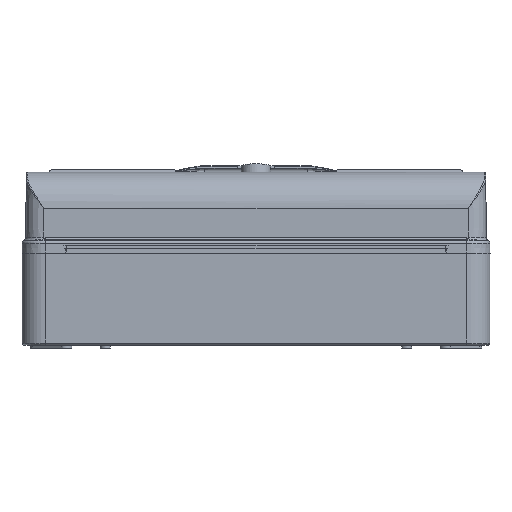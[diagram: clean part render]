
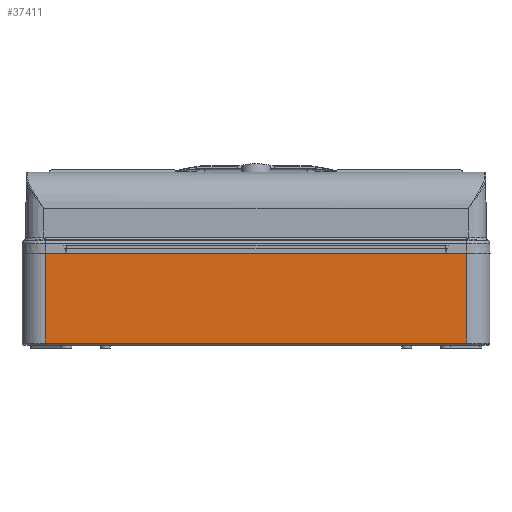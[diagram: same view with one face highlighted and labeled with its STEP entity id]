
A CAD part, left-side view. The second image highlights one B-rep face of the part: STEP entity #37411.
In plain terms, the highlighted face is planar.
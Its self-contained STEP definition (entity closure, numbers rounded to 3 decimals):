
#23784=DIRECTION('',(1.,0.,0.));
#23785=VECTOR('',#23784,288.);
#23786=CARTESIAN_POINT('',(-144.,180.,1.5));
#23787=LINE('',#23786,#23785);
#24705=DIRECTION('',(-1.,0.,0.));
#24706=VECTOR('',#24705,288.);
#24707=CARTESIAN_POINT('',(144.,180.,63.));
#24708=LINE('',#24707,#24706);
#24883=DIRECTION('',(0.,0.,-1.));
#24884=VECTOR('',#24883,61.5);
#24885=CARTESIAN_POINT('',(-144.,180.,63.));
#24886=LINE('',#24885,#24884);
#24906=DIRECTION('',(0.,0.,1.));
#24907=VECTOR('',#24906,61.5);
#24908=CARTESIAN_POINT('',(144.,180.,1.5));
#24909=LINE('',#24908,#24907);
#34436=CARTESIAN_POINT('',(-144.,180.,1.5));
#34437=CARTESIAN_POINT('',(144.,180.,1.5));
#34438=VERTEX_POINT('',#34436);
#34439=VERTEX_POINT('',#34437);
#34440=CARTESIAN_POINT('',(-144.,180.,63.));
#34441=VERTEX_POINT('',#34440);
#34442=CARTESIAN_POINT('',(144.,180.,63.));
#34443=VERTEX_POINT('',#34442);
#37396=CARTESIAN_POINT('',(-144.,180.,0.));
#37397=DIRECTION('',(0.,-1.,0.));
#37398=DIRECTION('',(1.,0.,0.));
#37399=AXIS2_PLACEMENT_3D('',#37396,#37397,#37398);
#37400=PLANE('',#37399);
#37402=ORIENTED_EDGE('',*,*,#37401,.T.);
#37404=ORIENTED_EDGE('',*,*,#37403,.T.);
#37406=ORIENTED_EDGE('',*,*,#37405,.T.);
#37408=ORIENTED_EDGE('',*,*,#37407,.T.);
#37409=EDGE_LOOP('',(#37402,#37404,#37406,#37408));
#37410=FACE_OUTER_BOUND('',#37409,.F.);
#37411=ADVANCED_FACE('',(#37410),#37400,.F.);
#37401=EDGE_CURVE('',#34438,#34439,#23787,.T.);
#37403=EDGE_CURVE('',#34439,#34443,#24909,.T.);
#37405=EDGE_CURVE('',#34443,#34441,#24708,.T.);
#37407=EDGE_CURVE('',#34441,#34438,#24886,.T.);
